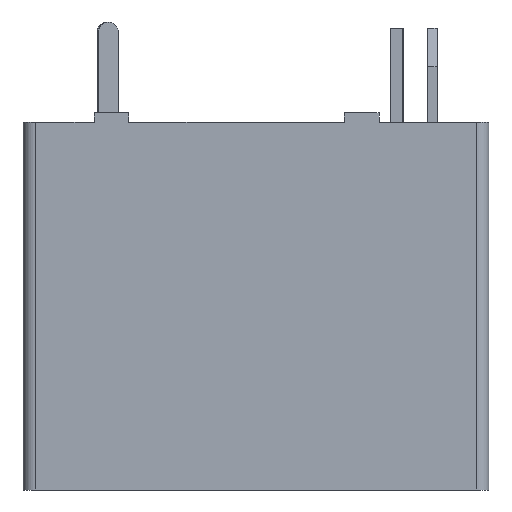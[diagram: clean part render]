
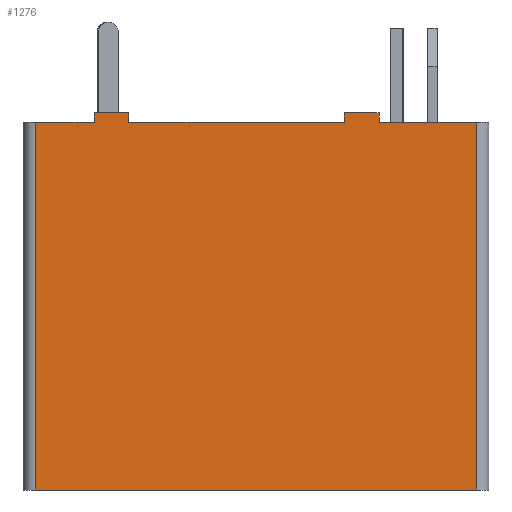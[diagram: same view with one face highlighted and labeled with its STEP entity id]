
A CAD part, front view. The second image highlights one B-rep face of the part: STEP entity #1276.
In plain terms, the highlighted planar face has unit normal (0, -1, 0).
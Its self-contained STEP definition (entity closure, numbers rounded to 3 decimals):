
#999 = CARTESIAN_POINT ( 'NONE',  ( 14.521, 0., 15.4 ) ) ;
#1087 = DIRECTION ( 'NONE',  ( 0., 0., -1. ) ) ;
#1088 = VECTOR ( 'NONE', #1087, 1000. ) ;
#1089 = CARTESIAN_POINT ( 'NONE',  ( 2.9, 0., 15.4 ) ) ;
#1090 = LINE ( 'NONE', #1089, #1088 ) ;
#1107 = CARTESIAN_POINT ( 'NONE',  ( 2.9, 0., 15.4 ) ) ;
#1108 = CARTESIAN_POINT ( 'NONE',  ( 4.31, 0., 15.4 ) ) ;
#1109 = LINE ( 'NONE', #1108, #1113 ) ;
#1111 = DIRECTION ( 'NONE',  ( 0., 0., -1. ) ) ;
#1112 = LINE ( 'NONE', #1107, #1118 ) ;
#1113 = VECTOR ( 'NONE', #1111, 1000. ) ;
#1118 = VECTOR ( 'NONE', #1120, 1000. ) ;
#1120 = DIRECTION ( 'NONE',  ( 1., 0., 0. ) ) ;
#1230 = CARTESIAN_POINT ( 'NONE',  ( 0., 0., 15. ) ) ;
#1240 = ORIENTED_EDGE ( 'NONE', *, *, #1307, .T. ) ;
#1254 = LINE ( 'NONE', #1230, #1265 ) ;
#1265 = VECTOR ( 'NONE', #1268, 1000. ) ;
#1268 = DIRECTION ( 'NONE',  ( 1., 0., 0. ) ) ;
#1276 = ADVANCED_FACE ( 'NONE', ( #2904 ), #2898, .F. ) ;
#1278 = ORIENTED_EDGE ( 'NONE', *, *, #1285, .T. ) ;
#1279 = ORIENTED_EDGE ( 'NONE', *, *, #1287, .T. ) ;
#1284 = ORIENTED_EDGE ( 'NONE', *, *, #1552, .T. ) ;
#1285 = EDGE_CURVE ( 'NONE', #1294, #1286, #2893, .T. ) ;
#1286 = VERTEX_POINT ( 'NONE', #2508 ) ;
#1287 = EDGE_CURVE ( 'NONE', #1286, #2516, #2461, .T. ) ;
#1290 = ORIENTED_EDGE ( 'NONE', *, *, #2618, .F. ) ;
#1294 = VERTEX_POINT ( 'NONE', #2466 ) ;
#1307 = EDGE_CURVE ( 'NONE', #2528, #1294, #2467, .T. ) ;
#1309 = EDGE_LOOP ( 'NONE', ( #1290, #1240, #1278, #1279, #1562, #1488, #1574, #1284, #1555, #1416, #1490, #1551 ) ) ;
#1327 = VECTOR ( 'NONE', #1350, 1000. ) ;
#1328 = CARTESIAN_POINT ( 'NONE',  ( 13.111, 0., 15.4 ) ) ;
#1329 = LINE ( 'NONE', #1328, #1327 ) ;
#1350 = DIRECTION ( 'NONE',  ( 1., 0., 0. ) ) ;
#1382 = CARTESIAN_POINT ( 'NONE',  ( 13.111, 0., 15.4 ) ) ;
#1383 = LINE ( 'NONE', #1382, #1406 ) ;
#1405 = DIRECTION ( 'NONE',  ( 0., 0., -1. ) ) ;
#1406 = VECTOR ( 'NONE', #1405, 1000. ) ;
#1416 = ORIENTED_EDGE ( 'NONE', *, *, #1481, .F. ) ;
#1418 = EDGE_CURVE ( 'NONE', #1472, #2515, #2499, .T. ) ;
#1426 = VERTEX_POINT ( 'NONE', #2482 ) ;
#1431 = VERTEX_POINT ( 'NONE', #2491 ) ;
#1434 = CARTESIAN_POINT ( 'NONE',  ( 13.111, 0., 15.4 ) ) ;
#1472 = VERTEX_POINT ( 'NONE', #999 ) ;
#1480 = EDGE_CURVE ( 'NONE', #1431, #1426, #1112, .T. ) ;
#1481 = EDGE_CURVE ( 'NONE', #1426, #2626, #1109, .T. ) ;
#1488 = ORIENTED_EDGE ( 'NONE', *, *, #1418, .F. ) ;
#1490 = ORIENTED_EDGE ( 'NONE', *, *, #1480, .F. ) ;
#1492 = EDGE_CURVE ( 'NONE', #1431, #2595, #1090, .T. ) ;
#1505 = EDGE_CURVE ( 'NONE', #1572, #1472, #1329, .T. ) ;
#1551 = ORIENTED_EDGE ( 'NONE', *, *, #1492, .T. ) ;
#1552 = EDGE_CURVE ( 'NONE', #1572, #2518, #1383, .T. ) ;
#1555 = ORIENTED_EDGE ( 'NONE', *, *, #2615, .F. ) ;
#1562 = ORIENTED_EDGE ( 'NONE', *, *, #2549, .F. ) ;
#1572 = VERTEX_POINT ( 'NONE', #1434 ) ;
#1574 = ORIENTED_EDGE ( 'NONE', *, *, #1505, .F. ) ;
#2050 = CARTESIAN_POINT ( 'NONE',  ( 13.111, 0., 15. ) ) ;
#2051 = CARTESIAN_POINT ( 'NONE',  ( 0.5, 0., 15. ) ) ;
#2068 = CARTESIAN_POINT ( 'NONE',  ( 18.5, 0., 15. ) ) ;
#2094 = CARTESIAN_POINT ( 'NONE',  ( 14.521, 0., 15. ) ) ;
#2244 = CARTESIAN_POINT ( 'NONE',  ( 2.9, 0., 15. ) ) ;
#2327 = VECTOR ( 'NONE', #2366, 1000. ) ;
#2336 = CARTESIAN_POINT ( 'NONE',  ( 0., 0., 15. ) ) ;
#2360 = CARTESIAN_POINT ( 'NONE',  ( 0., 0., 15. ) ) ;
#2361 = VECTOR ( 'NONE', #2362, 1000. ) ;
#2362 = DIRECTION ( 'NONE',  ( 1., 0., 0. ) ) ;
#2366 = DIRECTION ( 'NONE',  ( 1., 0., 0. ) ) ;
#2369 = LINE ( 'NONE', #2360, #2327 ) ;
#2372 = LINE ( 'NONE', #2336, #2361 ) ;
#2380 = CARTESIAN_POINT ( 'NONE',  ( 4.31, 0., 15. ) ) ;
#2461 = LINE ( 'NONE', #2472, #2471 ) ;
#2466 = CARTESIAN_POINT ( 'NONE',  ( 0.5, 0., 0. ) ) ;
#2467 = LINE ( 'NONE', #2469, #2502 ) ;
#2469 = CARTESIAN_POINT ( 'NONE',  ( 0.5, 0., 15. ) ) ;
#2470 = DIRECTION ( 'NONE',  ( 0., 0., 1. ) ) ;
#2471 = VECTOR ( 'NONE', #2470, 1000. ) ;
#2472 = CARTESIAN_POINT ( 'NONE',  ( 18.5, 0., 15. ) ) ;
#2482 = CARTESIAN_POINT ( 'NONE',  ( 4.31, 0., 15.4 ) ) ;
#2486 = DIRECTION ( 'NONE',  ( 0., 0., -1. ) ) ;
#2487 = VECTOR ( 'NONE', #2486, 1000. ) ;
#2488 = CARTESIAN_POINT ( 'NONE',  ( 14.521, 0., 15.4 ) ) ;
#2491 = CARTESIAN_POINT ( 'NONE',  ( 2.9, 0., 15.4 ) ) ;
#2499 = LINE ( 'NONE', #2488, #2487 ) ;
#2501 = DIRECTION ( 'NONE',  ( 0., 0., -1. ) ) ;
#2502 = VECTOR ( 'NONE', #2501, 1000. ) ;
#2508 = CARTESIAN_POINT ( 'NONE',  ( 18.5, 0., 0. ) ) ;
#2515 = VERTEX_POINT ( 'NONE', #2094 ) ;
#2516 = VERTEX_POINT ( 'NONE', #2068 ) ;
#2518 = VERTEX_POINT ( 'NONE', #2050 ) ;
#2528 = VERTEX_POINT ( 'NONE', #2051 ) ;
#2549 = EDGE_CURVE ( 'NONE', #2515, #2516, #1254, .T. ) ;
#2595 = VERTEX_POINT ( 'NONE', #2244 ) ;
#2615 = EDGE_CURVE ( 'NONE', #2626, #2518, #2369, .T. ) ;
#2618 = EDGE_CURVE ( 'NONE', #2528, #2595, #2372, .T. ) ;
#2626 = VERTEX_POINT ( 'NONE', #2380 ) ;
#2877 = CARTESIAN_POINT ( 'NONE',  ( 0., 0., 15. ) ) ;
#2888 = DIRECTION ( 'NONE',  ( 0., 0., 1. ) ) ;
#2889 = DIRECTION ( 'NONE',  ( 0., 1., 0. ) ) ;
#2890 = DIRECTION ( 'NONE',  ( 1., 0., 0. ) ) ;
#2891 = VECTOR ( 'NONE', #2890, 1000. ) ;
#2892 = CARTESIAN_POINT ( 'NONE',  ( 0., 0., 0. ) ) ;
#2893 = LINE ( 'NONE', #2892, #2891 ) ;
#2898 = PLANE ( 'NONE',  #2915 ) ;
#2904 = FACE_OUTER_BOUND ( 'NONE', #1309, .T. ) ;
#2915 = AXIS2_PLACEMENT_3D ( 'NONE', #2877, #2889, #2888 ) ;
